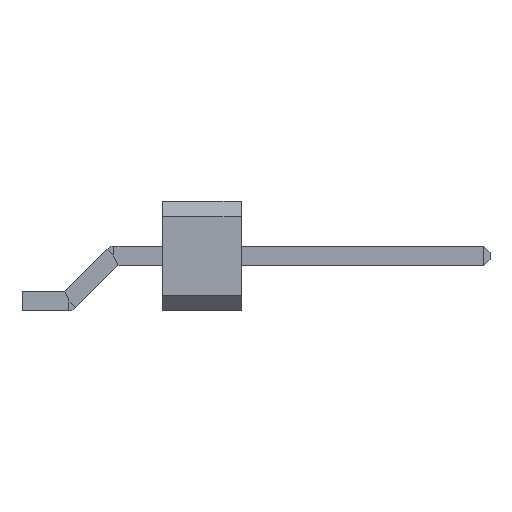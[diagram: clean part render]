
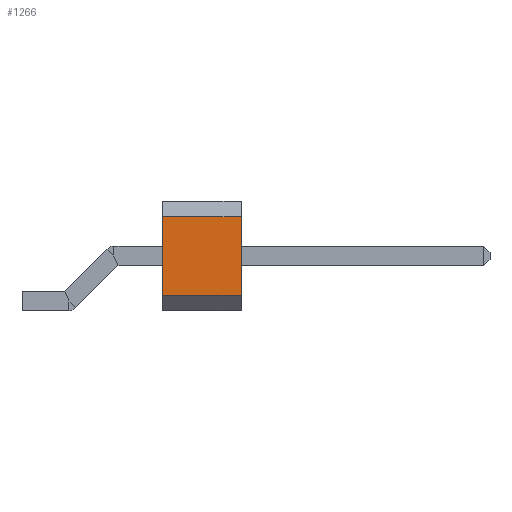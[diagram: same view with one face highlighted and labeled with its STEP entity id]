
A CAD part, front view. The second image highlights one B-rep face of the part: STEP entity #1266.
In plain terms, the highlighted planar face has unit normal (0, -1, 0).
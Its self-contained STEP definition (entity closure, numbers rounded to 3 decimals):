
#1095 = VERTEX_POINT('',#1096);
#1096 = CARTESIAN_POINT('',(3.808,-1.27,3.06));
#1102 = EDGE_CURVE('',#1095,#1103,#1105,.T.);
#1103 = VERTEX_POINT('',#1104);
#1104 = CARTESIAN_POINT('',(3.808,-1.27,0.5));
#1105 = LINE('',#1106,#1107);
#1106 = CARTESIAN_POINT('',(3.808,-1.27,3.56));
#1107 = VECTOR('',#1108,1.);
#1108 = DIRECTION('',(0.,0.,-1.));
#1183 = VERTEX_POINT('',#1184);
#1184 = CARTESIAN_POINT('',(6.348,-1.27,3.06));
#1190 = EDGE_CURVE('',#1095,#1183,#1191,.T.);
#1191 = LINE('',#1192,#1193);
#1192 = CARTESIAN_POINT('',(3.808,-1.27,3.06));
#1193 = VECTOR('',#1194,1.);
#1194 = DIRECTION('',(1.,0.,0.));
#1206 = EDGE_CURVE('',#1183,#1207,#1209,.T.);
#1207 = VERTEX_POINT('',#1208);
#1208 = CARTESIAN_POINT('',(6.348,-1.27,0.5));
#1209 = LINE('',#1210,#1211);
#1210 = CARTESIAN_POINT('',(6.348,-1.27,3.56));
#1211 = VECTOR('',#1212,1.);
#1212 = DIRECTION('',(0.,0.,-1.));
#1266 = ADVANCED_FACE('',(#1267),#1278,.F.);
#1267 = FACE_BOUND('',#1268,.F.);
#1268 = EDGE_LOOP('',(#1269,#1270,#1271,#1272));
#1269 = ORIENTED_EDGE('',*,*,#1102,.F.);
#1270 = ORIENTED_EDGE('',*,*,#1190,.T.);
#1271 = ORIENTED_EDGE('',*,*,#1206,.T.);
#1272 = ORIENTED_EDGE('',*,*,#1273,.F.);
#1273 = EDGE_CURVE('',#1103,#1207,#1274,.T.);
#1274 = LINE('',#1275,#1276);
#1275 = CARTESIAN_POINT('',(3.808,-1.27,0.5));
#1276 = VECTOR('',#1277,1.);
#1277 = DIRECTION('',(1.,0.,0.));
#1278 = PLANE('',#1279);
#1279 = AXIS2_PLACEMENT_3D('',#1280,#1281,#1282);
#1280 = CARTESIAN_POINT('',(3.808,-1.27,3.56));
#1281 = DIRECTION('',(0.,1.,0.));
#1282 = DIRECTION('',(0.,0.,-1.));
